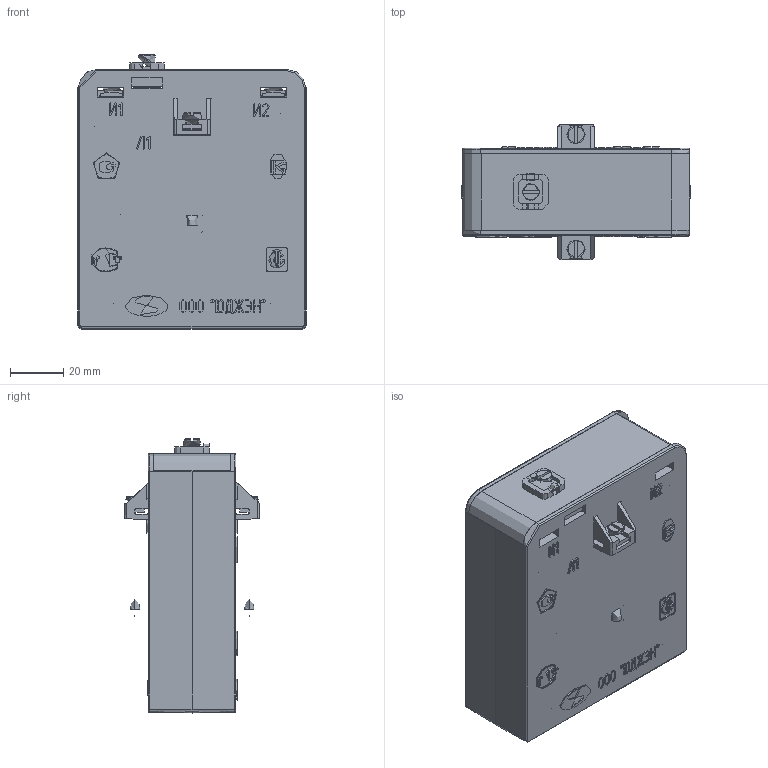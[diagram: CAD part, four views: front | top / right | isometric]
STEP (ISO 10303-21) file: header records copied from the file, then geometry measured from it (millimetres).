
FILE_DESCRIPTION(('THIS FILE CONTAINS SOME STEP INSTANCES'),'1');
FILE_NAME('ﾒﾏﾏ-0_66.stp','2015-12-04T 9:39:42',('UNDEFINED'),('UNDEFINED'),'T-FLEX CAD STEP converter','T-FLEX CAD','');
FILE_SCHEMA(('CONFIG_CONTROL_DESIGN'));
Length unit declared in the file: metre
Products named in the file (37): ﾒﾏﾏ-0_66; _Âèíòû íîðìàëüíûå_Âèíò ÃÎÑÒ Ð 50405-92_1_2; _Âèíòû íîðìàëüíûå_Âèíò ÃÎÑÒ Ð 50405-92__2; Ãàéêà êâàäðàòíàÿ_1_2; Ãàéêà êâàäðàòíàÿ__3; 暑痫篑  镳噔 3; 抔樦擨鴀 捘_1_2; 抔樦擨鴀 捘__3; ﾘ琺矜 瑩ⅸ浯_1_2; ﾘ琺矜 瑩ⅸ浯__3; 鎔艜 襞旂1491_1_2; 鎔艜 襞旂1491__3; 幁賾燹 襞旂 1146-80 鍧僤樇_1_2; 幁賾燹 襞旂 1146-80 鍧僤樇__3; Êîðïóñ íîâûé èçì1_1_2; Êîðïóñ íîâûé èçì1__3; 扻錝僝鍧 縺 睯艜_1_2; 扻錝僝鍧 縺 睯艜__3; 砱鋋_1__2; 砱鋋_0__2; Êðûøêà èçì2; 妈眚 镫铎徼痤忸黜_1_2; 妈眚 镫铎徼痤忸黜__3
Assembly tree (42 placements, depth 5):
  ﾒﾏﾏ-0_66
    _Âèíòû íîðìàëüíûå_Âèíò ÃÎÑÒ Ð 50405-92_1_2
      _Âèíòû íîðìàëüíûå_Âèíò ÃÎÑÒ Ð 50405-92__2
        _Âèíòû íîðìàëüíûå_Âèíò ÃÎÑÒ Ð 50405-92__2
    Ãàéêà êâàäðàòíàÿ_1_2  x3
      Ãàéêà êâàäðàòíàÿ__3
        Ãàéêà êâàäðàòíàÿ__3
    暑痫篑  镳噔 3
      暑痫篑  镳噔 3
      暑痫篑  镳噔 3
    抔樦擨鴀 捘_1_2  x2
      抔樦擨鴀 捘__3
        抔樦擨鴀 捘__3
      ﾘ琺矜 瑩ⅸ浯_1_2
        ﾘ琺矜 瑩ⅸ浯__3
          ﾘ琺矜 瑩ⅸ浯__3
      鎔艜 襞旂1491_1_2
        鎔艜 襞旂1491__3
          鎔艜 襞旂1491__3
    幁賾燹 襞旂 1146-80 鍧僤樇_1_2  x2
      幁賾燹 襞旂 1146-80 鍧僤樇__3
        幁賾燹 襞旂 1146-80 鍧僤樇__3
    Êîðïóñ íîâûé èçì1_1_2
      Êîðïóñ íîâûé èçì1__3
        Êîðïóñ íîâûé èçì1__3
    扻錝僝鍧 縺 睯艜_1_2
      扻錝僝鍧 縺 睯艜__3
        扻錝僝鍧 縺 睯艜__3
    砱鋋_1__2
      砱鋋_1__2
    砱鋋_0__2
      砱鋋_0__2
    Êðûøêà èçì2
      Êðûøêà èçì2
    妈眚 镫铎徼痤忸黜_1_2
      妈眚 镫铎徼痤忸黜__3
        妈眚 镫铎徼痤忸黜__3
Bounding box: 86 x 51 x 103.25 mm (x, y, z)
Volume: 67995.2 mm3; surface area: 79737 mm2
Topology: 24 solids, 24 shells, 1515 faces, 4099 edges, 2710 vertices
Faces by surface type: plane 878, bspline 379, cylinder 141, cone 79, torus 34, sphere 4
Full cylindrical faces by diameter (mm): 1.5 x1, 3 x2, 4 x7, 4.3 x1, 5.6 x2, 6.5 x5, 7 x4, 8 x2
Entity records: 64777 total; most frequent: CARTESIAN_POINT 20289, ORIENTED_EDGE 7662, DIRECTION 5014, EDGE_CURVE 3831, LINE 2554, VECTOR 2554, VERTEX_POINT 2552, EDGE_LOOP 1575
